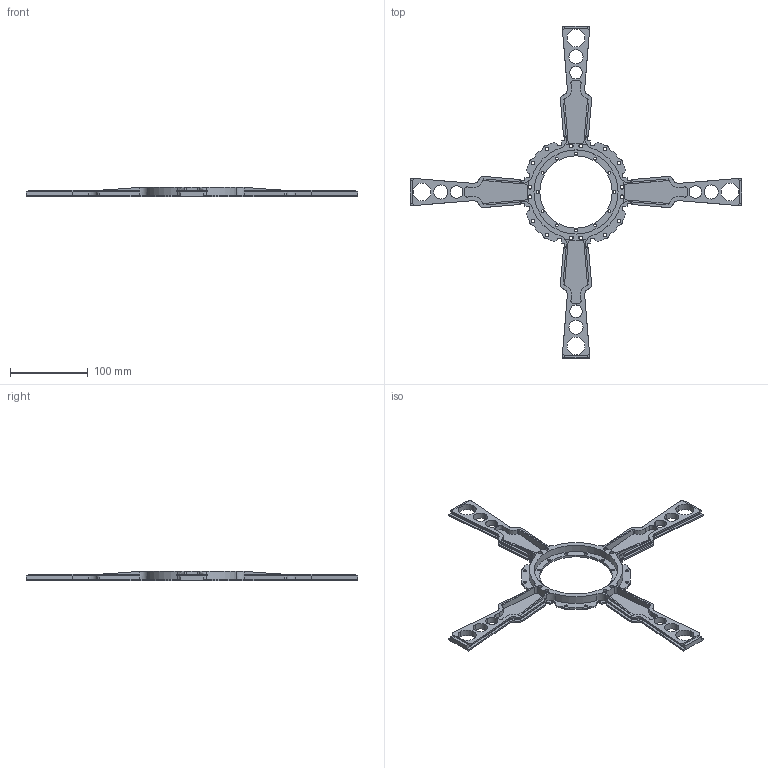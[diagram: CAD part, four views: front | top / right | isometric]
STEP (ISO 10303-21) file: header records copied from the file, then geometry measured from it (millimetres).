
FILE_DESCRIPTION((''),'2;1');
FILE_NAME('PP1_CRUCIFORM_PLATE','2005-11-07T',('ericcan'),('Lawrence Berkeley National Lab'),'PRO/ENGINEER BY PARAMETRIC TECHNOLOGY CORPORATION, 2004280','PRO/ENGINEER BY PARAMETRIC TECHNOLOGY CORPORATION, 2004280','');
FILE_SCHEMA(('CONFIG_CONTROL_DESIGN'));
Length unit declared in the file: millimetre
Products named in the file (1): PP1_CRUCIFORM_PLATE
Bounding box: 426 x 426 x 12.7 mm (x, y, z)
Volume: 109005.1 mm3; surface area: 87108.8 mm2
Topology: 1 solids, 1 shells, 471 faces, 1320 edges, 852 vertices
Faces by surface type: cylinder 236, plane 147, cone 88
Entity records: 15632 total; most frequent: CARTESIAN_POINT 2879, DIRECTION 2790, ORIENTED_EDGE 2640, EDGE_CURVE 1320, AXIS2_PLACEMENT_3D 1055, VERTEX_POINT 852, VECTOR 680, LINE 680
